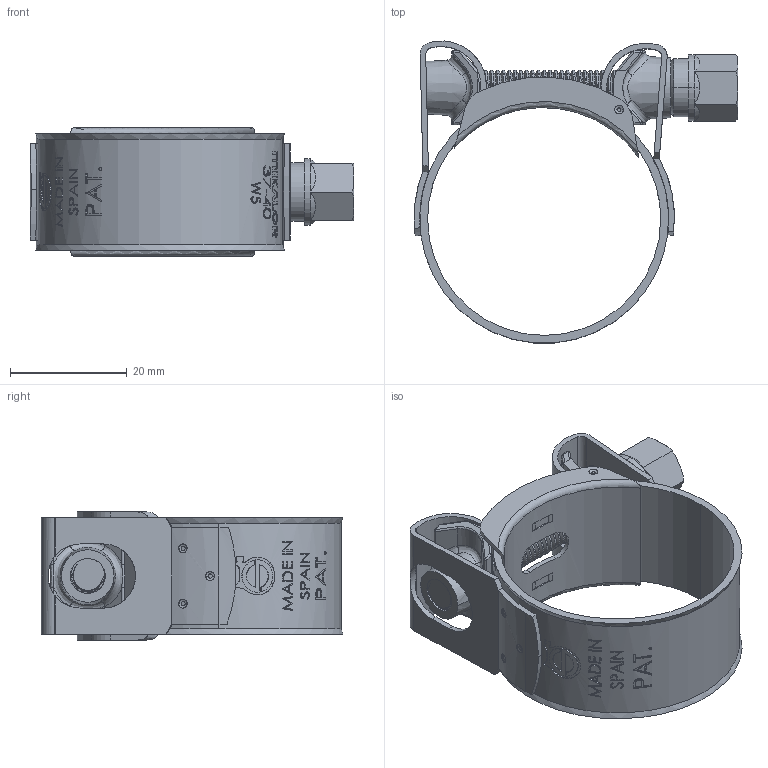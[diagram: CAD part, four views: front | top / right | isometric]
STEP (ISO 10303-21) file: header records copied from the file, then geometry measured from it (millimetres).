
FILE_DESCRIPTION (( 'STEP AP203' ), '1' );
FILE_NAME ('301370-2_SUPRA_37-40_W5.STEP', '2012-09-28T10:12:35', ( '' ), ( '' ), 'SwSTEP 2.0', 'SolidWorks 2012', '' );
FILE_SCHEMA (( 'CONFIG_CONTROL_DESIGN' ));
Length unit declared in the file: millimetre
Products named in the file (6): 301370-2_SUPRA_37-40_W5; 202283_Cargol_M7x44_W5; CASQUILLO_ROSCAT_M7; CASQUILLO_PASSAT_M7; 301370-2_37-40_W5_Teula; 301370-2_37-40_W5_CINTA
Assembly tree (5 placements, depth 2):
  301370-2_SUPRA_37-40_W5
    301370-2_37-40_W5_CINTA
    301370-2_37-40_W5_Teula
    CASQUILLO_PASSAT_M7
    CASQUILLO_ROSCAT_M7
    202283_Cargol_M7x44_W5
Bounding box: 55.57 x 51.78 x 22 mm (x, y, z)
Volume: 7393.7 mm3; surface area: 13344.7 mm2
Topology: 5 solids, 5 shells, 792 faces, 2104 edges, 1355 vertices
Faces by surface type: cylinder 249, plane 249, bspline 235, sphere 30, torus 17, cone 12
Entity records: 60401 total; most frequent: CARTESIAN_POINT 42812, ORIENTED_EDGE 4168, DIRECTION 2602, EDGE_CURVE 2084, VERTEX_POINT 1347, AXIS2_PLACEMENT_3D 962, EDGE_LOOP 851, B_SPLINE_CURVE_WITH_KNOTS 807
